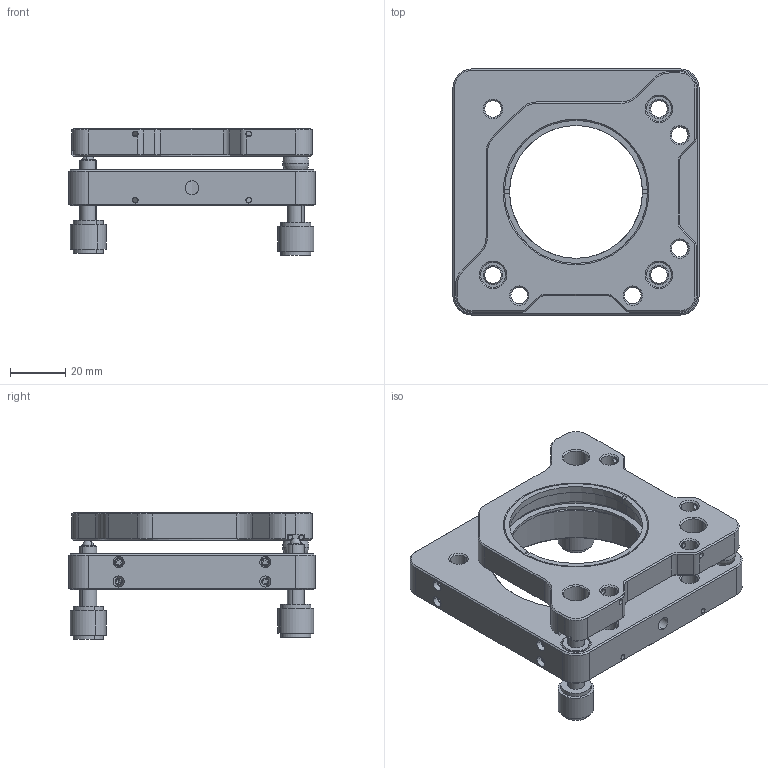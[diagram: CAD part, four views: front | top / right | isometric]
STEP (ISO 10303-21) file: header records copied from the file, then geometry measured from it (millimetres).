
FILE_DESCRIPTION (( 'STEP AP203' ), '1' );
FILE_NAME ('GCT-086304 俋倰芞.STEP', '2017-01-20T02:23:56', ( 'Lxtx999.CoM' ), ( 'Lxtx999.CoM' ), 'SwSTEP 2.0', 'SolidWorks 2012', '' );
FILE_SCHEMA (( 'CONFIG_CONTROL_DESIGN' ));
Length unit declared in the file: centimetre
Products named in the file (1): GCT-086304 俋倰芞
Bounding box: 89 x 89 x 45.9 mm (x, y, z)
Surface area: 37415.4 mm2 (no closed solid volume)
Topology: 0 solids, 28 shells, 460 faces, 1217 edges, 767 vertices
Faces by surface type: cylinder 167, plane 152, cone 135, sphere 6
Entity records: 15034 total; most frequent: CARTESIAN_POINT 3416, DIRECTION 2564, ORIENTED_EDGE 2162, EDGE_CURVE 1192, AXIS2_PLACEMENT_3D 966, VERTEX_POINT 758, LINE 632, VECTOR 632
